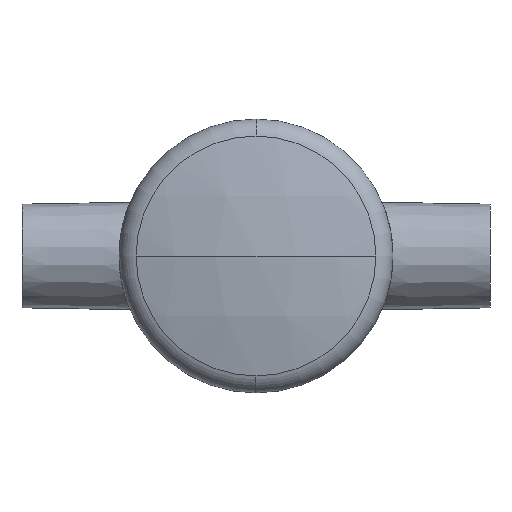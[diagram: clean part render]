
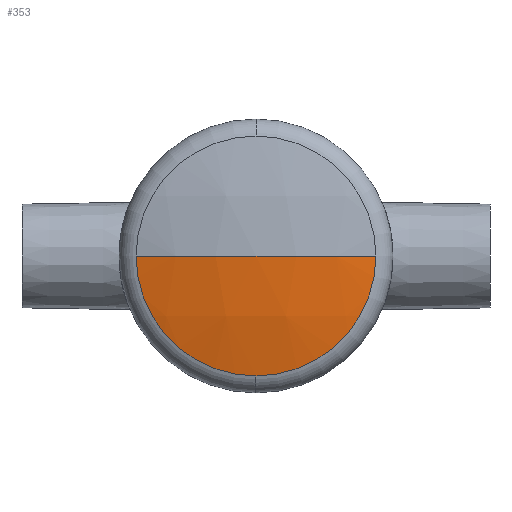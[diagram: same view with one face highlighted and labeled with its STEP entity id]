
A CAD part, left-side view. The second image highlights one B-rep face of the part: STEP entity #353.
In plain terms, the highlighted spherical face has radius 70 mm.
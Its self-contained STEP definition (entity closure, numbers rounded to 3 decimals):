
#5 = SPHERICAL_SURFACE ( 'NONE', #512, 70. ) ;
#12 = VERTEX_POINT ( 'NONE', #352 ) ;
#21 = FACE_OUTER_BOUND ( 'NONE', #439, .T. ) ;
#44 = CARTESIAN_POINT ( 'NONE',  ( 33.59, 0., 0. ) ) ;
#53 = VERTEX_POINT ( 'NONE', #425 ) ;
#75 = CIRCLE ( 'NONE', #499, 16.194 ) ;
#87 = VERTEX_POINT ( 'NONE', #149 ) ;
#140 = DIRECTION ( 'NONE',  ( -1., 0., 0. ) ) ;
#149 = CARTESIAN_POINT ( 'NONE',  ( -34.511, 0., -16.194 ) ) ;
#156 = DIRECTION ( 'NONE',  ( 0., 0., 1. ) ) ;
#163 = ORIENTED_EDGE ( 'NONE', *, *, #882, .T. ) ;
#166 = DIRECTION ( 'NONE',  ( 0., 0., -1. ) ) ;
#260 = DIRECTION ( 'NONE',  ( 0., 0., 1. ) ) ;
#300 = CIRCLE ( 'NONE', #849, 70. ) ;
#324 = DIRECTION ( 'NONE',  ( 0., 0., -1. ) ) ;
#345 = EDGE_CURVE ( 'NONE', #87, #387, #432, .T. ) ;
#352 = CARTESIAN_POINT ( 'NONE',  ( -36.41, 0., 0. ) ) ;
#353 = ADVANCED_FACE ( 'NONE', ( #21 ), #5, .T. ) ;
#380 = DIRECTION ( 'NONE',  ( 0., 1., 0. ) ) ;
#387 = VERTEX_POINT ( 'NONE', #469 ) ;
#398 = DIRECTION ( 'NONE',  ( 1., 0., 0. ) ) ;
#425 = CARTESIAN_POINT ( 'NONE',  ( -34.511, 16.194, 0. ) ) ;
#432 = CIRCLE ( 'NONE', #660, 16.194 ) ;
#439 = EDGE_LOOP ( 'NONE', ( #163, #616, #598, #931 ) ) ;
#469 = CARTESIAN_POINT ( 'NONE',  ( -34.511, -16.194, 0. ) ) ;
#489 = CARTESIAN_POINT ( 'NONE',  ( -34.511, 0., 0. ) ) ;
#499 = AXIS2_PLACEMENT_3D ( 'NONE', #489, #140, #576 ) ;
#500 = CIRCLE ( 'NONE', #650, 70. ) ;
#512 = AXIS2_PLACEMENT_3D ( 'NONE', #824, #166, #380 ) ;
#576 = DIRECTION ( 'NONE',  ( 0., 0., 1. ) ) ;
#598 = ORIENTED_EDGE ( 'NONE', *, *, #684, .T. ) ;
#616 = ORIENTED_EDGE ( 'NONE', *, *, #345, .T. ) ;
#642 = EDGE_CURVE ( 'NONE', #53, #12, #500, .T. ) ;
#650 = AXIS2_PLACEMENT_3D ( 'NONE', #44, #260, #398 ) ;
#660 = AXIS2_PLACEMENT_3D ( 'NONE', #678, #665, #156 ) ;
#665 = DIRECTION ( 'NONE',  ( -1., 0., 0. ) ) ;
#678 = CARTESIAN_POINT ( 'NONE',  ( -34.511, 0., 0. ) ) ;
#684 = EDGE_CURVE ( 'NONE', #387, #12, #300, .T. ) ;
#824 = CARTESIAN_POINT ( 'NONE',  ( 33.59, 0., 0. ) ) ;
#834 = CARTESIAN_POINT ( 'NONE',  ( 33.59, 0., 0. ) ) ;
#849 = AXIS2_PLACEMENT_3D ( 'NONE', #834, #324, #922 ) ;
#882 = EDGE_CURVE ( 'NONE', #53, #87, #75, .T. ) ;
#922 = DIRECTION ( 'NONE',  ( 0., 1., 0. ) ) ;
#931 = ORIENTED_EDGE ( 'NONE', *, *, #642, .F. ) ;
